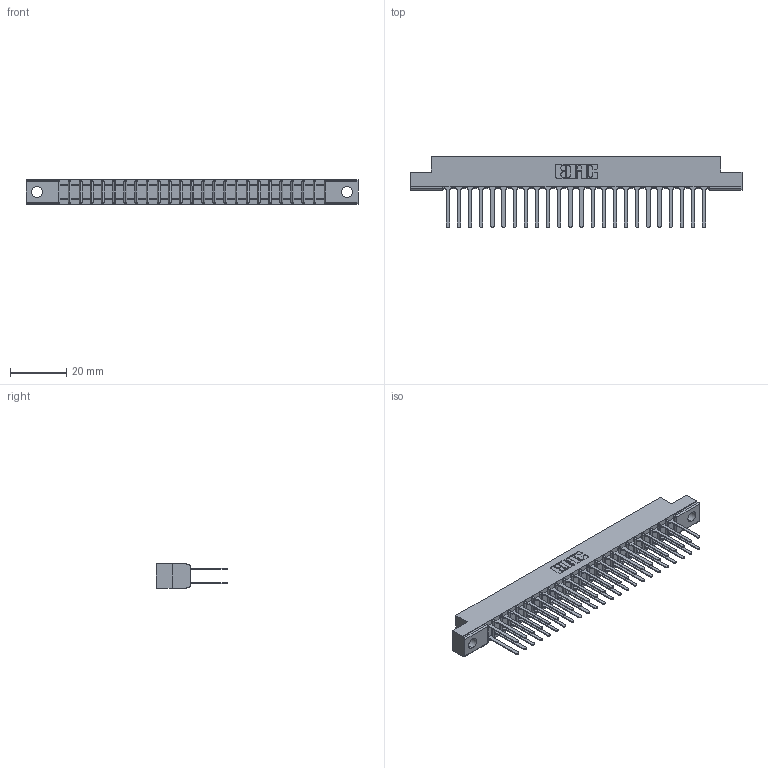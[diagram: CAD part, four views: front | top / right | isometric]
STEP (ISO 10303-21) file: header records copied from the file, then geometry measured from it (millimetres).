
FILE_DESCRIPTION (( 'STEP AP203' ), '1' );
FILE_NAME ('357-048-542-204.STEP', '2019-09-18T09:46:56', ( '' ), ( '' ), 'SwSTEP 2.0', 'SolidWorks 2016', '' );
FILE_SCHEMA (( 'CONFIG_CONTROL_DESIGN' ));
Length unit declared in the file: inch
Products named in the file (3): 357-048-542-204; 307 Part_.156 Dia Mounting Holes; 307-290-001_542
Assembly tree (49 placements, depth 2):
  357-048-542-204
    307 Part_.156 Dia Mounting Holes
    307-290-001_542  x48
Bounding box: 118.11 x 25.43 x 8.71 mm (x, y, z)
Volume: 7802.8 mm3; surface area: 14795.6 mm2
Topology: 49 solids, 49 shells, 2365 faces, 6599 edges, 4266 vertices
Faces by surface type: plane 1572, cylinder 743, sphere 50
Entity records: 23948 total; most frequent: CARTESIAN_POINT 3926, ORIENTED_EDGE 3886, DIRECTION 3845, EDGE_CURVE 1943, LINE 1491, VECTOR 1491, VERTEX_POINT 1258, AXIS2_PLACEMENT_3D 1177
